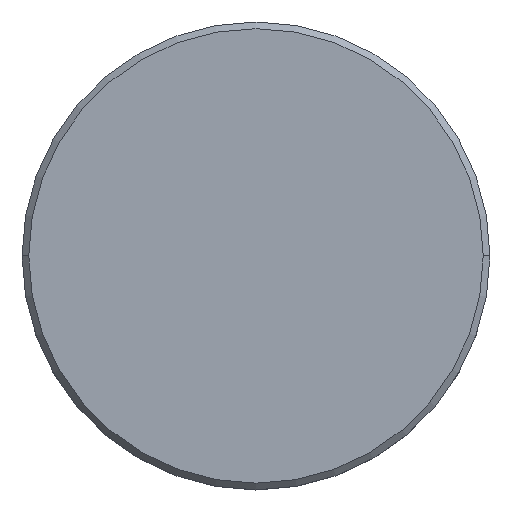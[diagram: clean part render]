
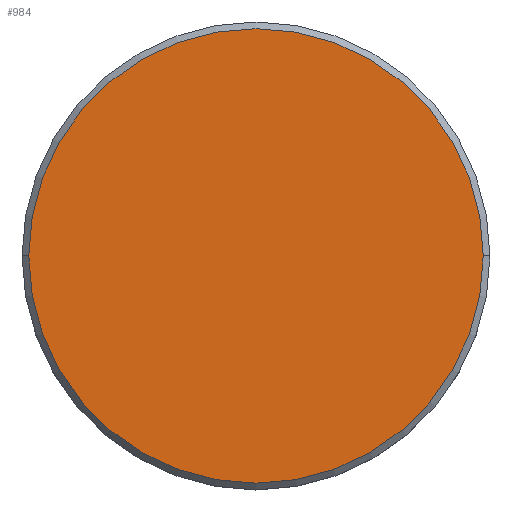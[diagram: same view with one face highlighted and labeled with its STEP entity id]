
A CAD part, top view. The second image highlights one B-rep face of the part: STEP entity #984.
In plain terms, the highlighted planar face has unit normal (0, 0, 1).
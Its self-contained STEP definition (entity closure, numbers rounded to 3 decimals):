
#9 = AXIS2_PLACEMENT_3D ( 'NONE', #293, #16, #571 ) ;
#13 = PLANE ( 'NONE',  #274 ) ;
#16 = DIRECTION ( 'NONE',  ( 0., 0., 1. ) ) ;
#53 = EDGE_CURVE ( 'NONE', #490, #703, #931, .T. ) ;
#55 = CARTESIAN_POINT ( 'NONE',  ( 0., 0., 0. ) ) ;
#100 = DIRECTION ( 'NONE',  ( 0., 0., 1. ) ) ;
#112 = CARTESIAN_POINT ( 'NONE',  ( 17., 0., 0. ) ) ;
#183 = AXIS2_PLACEMENT_3D ( 'NONE', #55, #799, #1172 ) ;
#190 = FACE_OUTER_BOUND ( 'NONE', #214, .T. ) ;
#214 = EDGE_LOOP ( 'NONE', ( #673, #1171 ) ) ;
#274 = AXIS2_PLACEMENT_3D ( 'NONE', #561, #100, #645 ) ;
#293 = CARTESIAN_POINT ( 'NONE',  ( 0., 0., 0. ) ) ;
#490 = VERTEX_POINT ( 'NONE', #1182 ) ;
#561 = CARTESIAN_POINT ( 'NONE',  ( 0., 0., 0. ) ) ;
#571 = DIRECTION ( 'NONE',  ( 1., 0., 0. ) ) ;
#645 = DIRECTION ( 'NONE',  ( 1., 0., 0. ) ) ;
#673 = ORIENTED_EDGE ( 'NONE', *, *, #53, .T. ) ;
#703 = VERTEX_POINT ( 'NONE', #112 ) ;
#799 = DIRECTION ( 'NONE',  ( 0., 0., 1. ) ) ;
#877 = CIRCLE ( 'NONE', #9, 17. ) ;
#931 = CIRCLE ( 'NONE', #183, 17. ) ;
#984 = ADVANCED_FACE ( 'NONE', ( #190 ), #13, .T. ) ;
#1100 = EDGE_CURVE ( 'NONE', #703, #490, #877, .T. ) ;
#1171 = ORIENTED_EDGE ( 'NONE', *, *, #1100, .T. ) ;
#1172 = DIRECTION ( 'NONE',  ( 1., 0., 0. ) ) ;
#1182 = CARTESIAN_POINT ( 'NONE',  ( -17., 0., 0. ) ) ;
